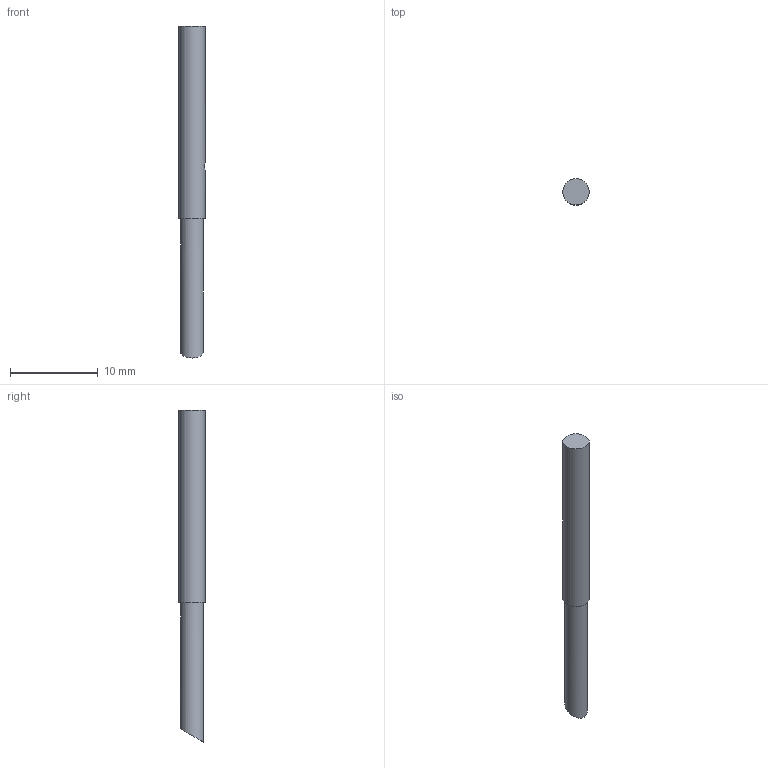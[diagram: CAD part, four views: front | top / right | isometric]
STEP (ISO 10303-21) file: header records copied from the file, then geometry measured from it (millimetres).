
FILE_DESCRIPTION(/* description */ ('STEP AP214'),/* implementation_level */ '2;1');
FILE_NAME(/* name */ '538266_SIEH-3B-NS-K-L',/* time_stamp */ '2024-09-15T04:40:43+02:00',/* author */ ('License CC BY-ND 4.0'),/* organization */ ('CADENAS'),/* preprocessor_version */ 'ST-DEVELOPER v19.3',/* originating_system */ 'PARTsolutions',/* authorisation */ ' ');
FILE_SCHEMA (('AUTOMOTIVE_DESIGN {1 0 10303 214 3 1 1}'));
Length unit declared in the file: millimetre
Products named in the file (2): 538266 SIEH-3B-NS-K-L; 538266 SIEH-3B-NS-K-L---(SP)
Assembly tree (1 placements, depth 2):
  538266 SIEH-3B-NS-K-L
    538266 SIEH-3B-NS-K-L---(SP)
Bounding box: 3 x 3 x 37.86 mm (x, y, z)
Volume: 235.4 mm3; surface area: 347.2 mm2
Topology: 1 solids, 1 shells, 7 faces, 11 edges, 8 vertices
Faces by surface type: plane 4, cylinder 3
Full cylindrical faces by diameter (mm): 1 x1, 2.6 x1, 3 x1
Entity records: 190 total; most frequent: CARTESIAN_POINT 31, DIRECTION 28, AXIS2_PLACEMENT_3D 14, ORIENTED_EDGE 12, EDGE_LOOP 12, FACE_BOUND 12, ADVANCED_FACE 7, EDGE_CURVE 6
